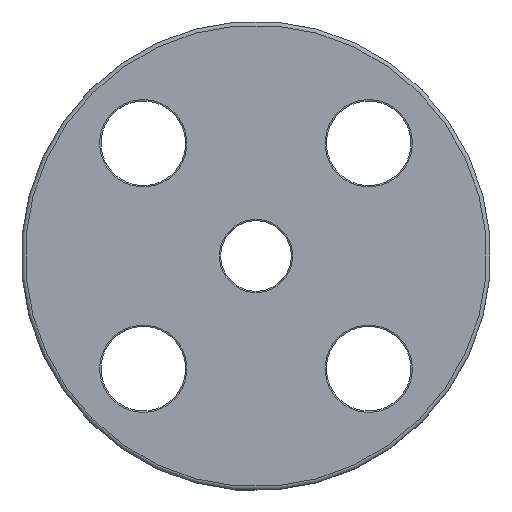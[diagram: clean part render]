
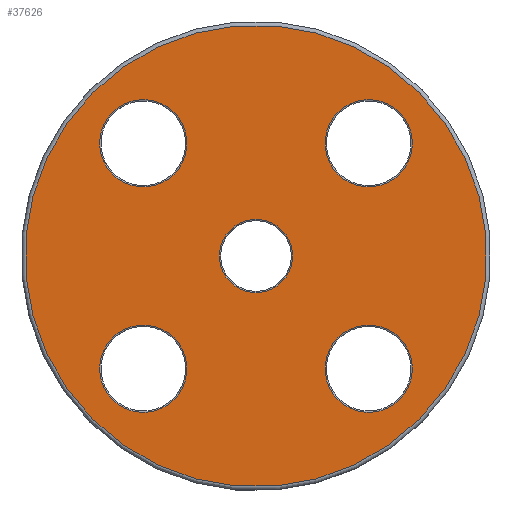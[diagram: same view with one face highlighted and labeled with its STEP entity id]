
A CAD part, front view. The second image highlights one B-rep face of the part: STEP entity #37626.
In plain terms, the highlighted planar face has unit normal (0, -1, 0).
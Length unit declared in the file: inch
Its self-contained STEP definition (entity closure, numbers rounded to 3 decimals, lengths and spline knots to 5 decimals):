
#37520=CARTESIAN_POINT('',(-1.21622,-2.,1.21622));
#37521=VERTEX_POINT('',#37520);
#37522=CARTESIAN_POINT('',(0.,-2.,0.));
#37523=DIRECTION('',(0.,1.0,0.));
#37524=DIRECTION('',(0.707,0.,-0.707));
#37525=AXIS2_PLACEMENT_3D('',#37522,#37523,#37524);
#37526=CIRCLE('',#37525,1.72);
#37527=EDGE_CURVE('',#37521,#37521,#37526,.T.);
#37563=CARTESIAN_POINT('',(-0.7117,-2.,0.7117));
#37564=DIRECTION('',(0.0,-1.0,0.0));
#37565=DIRECTION('',(0.707,0.0,0.707));
#37566=AXIS2_PLACEMENT_3D('',#37563,#37564,#37565);
#37567=PLANE('',#37566);
#37568=ORIENTED_EDGE('',*,*,#37527,.F.);
#37569=EDGE_LOOP('',(#37568));
#37570=FACE_OUTER_BOUND('',#37569,.T.);
#37571=CARTESIAN_POINT('',(0.60988,-2.,1.0695));
#37572=VERTEX_POINT('',#37571);
#37573=CARTESIAN_POINT('',(0.83969,-2.,0.83969));
#37574=DIRECTION('',(0.,-1.0,0.));
#37575=DIRECTION('',(0.707,0.,-0.707));
#37576=AXIS2_PLACEMENT_3D('',#37573,#37574,#37575);
#37577=CIRCLE('',#37576,0.325);
#37578=EDGE_CURVE('',#37572,#37572,#37577,.T.);
#37579=ORIENTED_EDGE('',*,*,#37578,.F.);
#37580=EDGE_LOOP('',(#37579));
#37581=FACE_BOUND('',#37580,.T.);
#37582=CARTESIAN_POINT('',(1.0695,-2.,-0.60988));
#37583=VERTEX_POINT('',#37582);
#37584=CARTESIAN_POINT('',(0.83969,-2.,-0.83969));
#37585=DIRECTION('',(0.,-1.0,0.));
#37586=DIRECTION('',(-0.707,0.,-0.707));
#37587=AXIS2_PLACEMENT_3D('',#37584,#37585,#37586);
#37588=CIRCLE('',#37587,0.325);
#37589=EDGE_CURVE('',#37583,#37583,#37588,.T.);
#37590=ORIENTED_EDGE('',*,*,#37589,.F.);
#37591=EDGE_LOOP('',(#37590));
#37592=FACE_BOUND('',#37591,.T.);
#37593=CARTESIAN_POINT('',(-0.60988,-2.,-1.0695));
#37594=VERTEX_POINT('',#37593);
#37595=CARTESIAN_POINT('',(-0.83969,-2.,-0.83969));
#37596=DIRECTION('',(0.,-1.0,0.));
#37597=DIRECTION('',(-0.707,0.,0.707));
#37598=AXIS2_PLACEMENT_3D('',#37595,#37596,#37597);
#37599=CIRCLE('',#37598,0.325);
#37600=EDGE_CURVE('',#37594,#37594,#37599,.T.);
#37601=ORIENTED_EDGE('',*,*,#37600,.F.);
#37602=EDGE_LOOP('',(#37601));
#37603=FACE_BOUND('',#37602,.T.);
#37604=CARTESIAN_POINT('',(-0.19304,-2.,0.19304));
#37605=VERTEX_POINT('',#37604);
#37606=CARTESIAN_POINT('',(0.,-2.,0.));
#37607=DIRECTION('',(0.,-1.0,0.));
#37608=DIRECTION('',(0.707,0.,-0.707));
#37609=AXIS2_PLACEMENT_3D('',#37606,#37607,#37608);
#37610=CIRCLE('',#37609,0.273);
#37611=EDGE_CURVE('',#37605,#37605,#37610,.T.);
#37612=ORIENTED_EDGE('',*,*,#37611,.F.);
#37613=EDGE_LOOP('',(#37612));
#37614=FACE_BOUND('',#37613,.T.);
#37615=CARTESIAN_POINT('',(-1.0695,-2.,0.60988));
#37616=VERTEX_POINT('',#37615);
#37617=CARTESIAN_POINT('',(-0.83969,-2.,0.83969));
#37618=DIRECTION('',(0.,-1.0,0.));
#37619=DIRECTION('',(0.707,0.,0.707));
#37620=AXIS2_PLACEMENT_3D('',#37617,#37618,#37619);
#37621=CIRCLE('',#37620,0.325);
#37622=EDGE_CURVE('',#37616,#37616,#37621,.T.);
#37623=ORIENTED_EDGE('',*,*,#37622,.F.);
#37624=EDGE_LOOP('',(#37623));
#37625=FACE_BOUND('',#37624,.T.);
#37626=ADVANCED_FACE('',(#37570,#37581,#37592,#37603,#37614,#37625),#37567,.T.);
